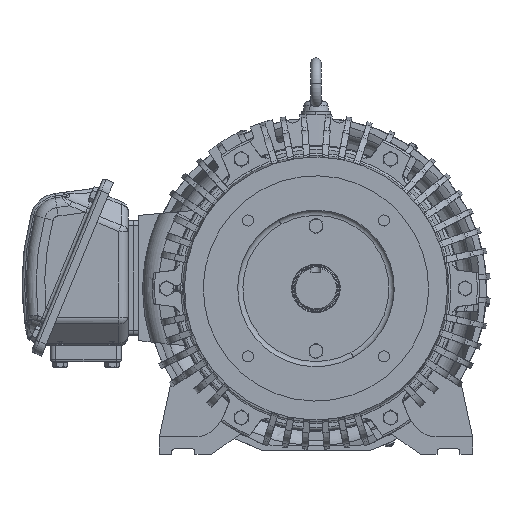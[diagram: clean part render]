
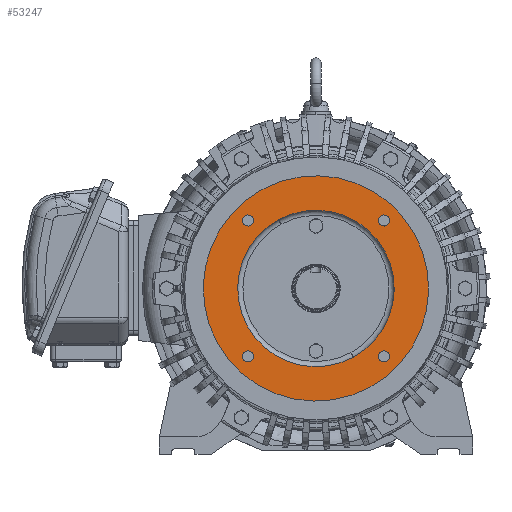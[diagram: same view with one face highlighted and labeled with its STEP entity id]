
A CAD part, left-side view. The second image highlights one B-rep face of the part: STEP entity #53247.
In plain terms, the highlighted planar face has unit normal (-1, 0, 0).
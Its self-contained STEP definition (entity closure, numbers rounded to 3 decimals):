
#52633=CARTESIAN_POINT('Vertex',(-84.3,-35.957,-65.819)) ;
#52636=CARTESIAN_POINT('Axis2P3D Location',(-84.3,0.,0.)) ;
#52640=CARTESIAN_POINT('Vertex',(-84.3,35.957,65.819)) ;
#52655=CARTESIAN_POINT('Axis2P3D Location',(-84.3,0.,0.)) ;
#53148=CARTESIAN_POINT('Axis2P3D Location',(-84.3,0.,107.95)) ;
#53153=CARTESIAN_POINT('Axis2P3D Location',(-84.3,0.,0.)) ;
#53157=CARTESIAN_POINT('Vertex',(-84.3,-51.754,-94.735)) ;
#53159=CARTESIAN_POINT('Vertex',(-84.3,51.754,94.735)) ;
#53162=CARTESIAN_POINT('Axis2P3D Location',(-84.3,0.,0.)) ;
#53171=CARTESIAN_POINT('Axis2P3D Location',(-84.3,-65.107,65.107)) ;
#53175=CARTESIAN_POINT('Vertex',(-84.3,-69.751,62.57)) ;
#53177=CARTESIAN_POINT('Vertex',(-84.3,-60.463,67.644)) ;
#53180=CARTESIAN_POINT('Axis2P3D Location',(-84.3,-65.107,65.107)) ;
#53193=CARTESIAN_POINT('Axis2P3D Location',(-84.3,65.107,65.107)) ;
#53197=CARTESIAN_POINT('Vertex',(-84.3,69.751,67.644)) ;
#53199=CARTESIAN_POINT('Vertex',(-84.3,60.463,62.57)) ;
#53202=CARTESIAN_POINT('Axis2P3D Location',(-84.3,65.107,65.107)) ;
#53211=CARTESIAN_POINT('Axis2P3D Location',(-84.3,-65.107,-65.107)) ;
#53215=CARTESIAN_POINT('Vertex',(-84.3,-60.463,-62.57)) ;
#53217=CARTESIAN_POINT('Vertex',(-84.3,-69.751,-67.644)) ;
#53220=CARTESIAN_POINT('Axis2P3D Location',(-84.3,-65.107,-65.107)) ;
#53229=CARTESIAN_POINT('Axis2P3D Location',(-84.3,65.107,-65.107)) ;
#53233=CARTESIAN_POINT('Vertex',(-84.3,69.751,-62.57)) ;
#53235=CARTESIAN_POINT('Vertex',(-84.3,60.463,-67.644)) ;
#53238=CARTESIAN_POINT('Axis2P3D Location',(-84.3,65.107,-65.107)) ;
#52637=DIRECTION('Axis2P3D Direction',(-1.,0.,0.)) ;
#52656=DIRECTION('Axis2P3D Direction',(-1.,0.,0.)) ;
#53149=DIRECTION('Axis2P3D Direction',(-1.,0.,0.)) ;
#53150=DIRECTION('Axis2P3D XDirection',(0.,1.,0.)) ;
#53154=DIRECTION('Axis2P3D Direction',(-1.,0.,0.)) ;
#53163=DIRECTION('Axis2P3D Direction',(-1.,0.,0.)) ;
#53172=DIRECTION('Axis2P3D Direction',(-1.,0.,0.)) ;
#53181=DIRECTION('Axis2P3D Direction',(-1.,0.,0.)) ;
#53194=DIRECTION('Axis2P3D Direction',(-1.,0.,0.)) ;
#53203=DIRECTION('Axis2P3D Direction',(-1.,0.,0.)) ;
#53212=DIRECTION('Axis2P3D Direction',(-1.,0.,0.)) ;
#53221=DIRECTION('Axis2P3D Direction',(-1.,0.,0.)) ;
#53230=DIRECTION('Axis2P3D Direction',(-1.,0.,0.)) ;
#53239=DIRECTION('Axis2P3D Direction',(-1.,0.,0.)) ;
#52638=AXIS2_PLACEMENT_3D('Circle Axis2P3D',#52636,#52637,$) ;
#52657=AXIS2_PLACEMENT_3D('Circle Axis2P3D',#52655,#52656,$) ;
#53151=AXIS2_PLACEMENT_3D('Plane Axis2P3D',#53148,#53149,#53150) ;
#53155=AXIS2_PLACEMENT_3D('Circle Axis2P3D',#53153,#53154,$) ;
#53164=AXIS2_PLACEMENT_3D('Circle Axis2P3D',#53162,#53163,$) ;
#53173=AXIS2_PLACEMENT_3D('Circle Axis2P3D',#53171,#53172,$) ;
#53182=AXIS2_PLACEMENT_3D('Circle Axis2P3D',#53180,#53181,$) ;
#53195=AXIS2_PLACEMENT_3D('Circle Axis2P3D',#53193,#53194,$) ;
#53204=AXIS2_PLACEMENT_3D('Circle Axis2P3D',#53202,#53203,$) ;
#53213=AXIS2_PLACEMENT_3D('Circle Axis2P3D',#53211,#53212,$) ;
#53222=AXIS2_PLACEMENT_3D('Circle Axis2P3D',#53220,#53221,$) ;
#53231=AXIS2_PLACEMENT_3D('Circle Axis2P3D',#53229,#53230,$) ;
#53240=AXIS2_PLACEMENT_3D('Circle Axis2P3D',#53238,#53239,$) ;
#53168=ORIENTED_EDGE('',*,*,#53161,.T.) ;
#53169=ORIENTED_EDGE('',*,*,#53166,.T.) ;
#53186=ORIENTED_EDGE('',*,*,#53179,.F.) ;
#53187=ORIENTED_EDGE('',*,*,#53184,.F.) ;
#53190=ORIENTED_EDGE('',*,*,#52659,.F.) ;
#53191=ORIENTED_EDGE('',*,*,#52642,.F.) ;
#53208=ORIENTED_EDGE('',*,*,#53201,.F.) ;
#53209=ORIENTED_EDGE('',*,*,#53206,.F.) ;
#53226=ORIENTED_EDGE('',*,*,#53219,.F.) ;
#53227=ORIENTED_EDGE('',*,*,#53224,.F.) ;
#53244=ORIENTED_EDGE('',*,*,#53237,.F.) ;
#53245=ORIENTED_EDGE('',*,*,#53242,.F.) ;
#53188=FACE_BOUND('',#53185,.T.) ;
#53192=FACE_BOUND('',#53189,.T.) ;
#53210=FACE_BOUND('',#53207,.T.) ;
#53228=FACE_BOUND('',#53225,.T.) ;
#53246=FACE_BOUND('',#53243,.T.) ;
#53247=ADVANCED_FACE('31103B907.1',(#53170,#53188,#53192,#53210,#53228,#53246),#53152,.T.) ;
#52639=CIRCLE('generated circle',#52638,75.) ;
#52658=CIRCLE('generated circle',#52657,75.) ;
#53156=CIRCLE('generated circle',#53155,107.95) ;
#53165=CIRCLE('generated circle',#53164,107.95) ;
#53174=CIRCLE('generated circle',#53173,5.292) ;
#53183=CIRCLE('generated circle',#53182,5.292) ;
#53196=CIRCLE('generated circle',#53195,5.292) ;
#53205=CIRCLE('generated circle',#53204,5.292) ;
#53214=CIRCLE('generated circle',#53213,5.292) ;
#53223=CIRCLE('generated circle',#53222,5.292) ;
#53232=CIRCLE('generated circle',#53231,5.292) ;
#53241=CIRCLE('generated circle',#53240,5.292) ;
#52642=EDGE_CURVE('',#52634,#52641,#52639,.T.) ;
#52659=EDGE_CURVE('',#52641,#52634,#52658,.T.) ;
#53161=EDGE_CURVE('',#53158,#53160,#53156,.T.) ;
#53166=EDGE_CURVE('',#53160,#53158,#53165,.T.) ;
#53179=EDGE_CURVE('',#53176,#53178,#53174,.T.) ;
#53184=EDGE_CURVE('',#53178,#53176,#53183,.T.) ;
#53201=EDGE_CURVE('',#53198,#53200,#53196,.T.) ;
#53206=EDGE_CURVE('',#53200,#53198,#53205,.T.) ;
#53219=EDGE_CURVE('',#53216,#53218,#53214,.T.) ;
#53224=EDGE_CURVE('',#53218,#53216,#53223,.T.) ;
#53237=EDGE_CURVE('',#53234,#53236,#53232,.T.) ;
#53242=EDGE_CURVE('',#53236,#53234,#53241,.T.) ;
#53167=EDGE_LOOP('',(#53168,#53169)) ;
#53185=EDGE_LOOP('',(#53186,#53187)) ;
#53189=EDGE_LOOP('',(#53190,#53191)) ;
#53207=EDGE_LOOP('',(#53208,#53209)) ;
#53225=EDGE_LOOP('',(#53226,#53227)) ;
#53243=EDGE_LOOP('',(#53244,#53245)) ;
#53170=FACE_OUTER_BOUND('',#53167,.T.) ;
#53152=PLANE('Plane',#53151) ;
#52634=VERTEX_POINT('',#52633) ;
#52641=VERTEX_POINT('',#52640) ;
#53158=VERTEX_POINT('',#53157) ;
#53160=VERTEX_POINT('',#53159) ;
#53176=VERTEX_POINT('',#53175) ;
#53178=VERTEX_POINT('',#53177) ;
#53198=VERTEX_POINT('',#53197) ;
#53200=VERTEX_POINT('',#53199) ;
#53216=VERTEX_POINT('',#53215) ;
#53218=VERTEX_POINT('',#53217) ;
#53234=VERTEX_POINT('',#53233) ;
#53236=VERTEX_POINT('',#53235) ;
